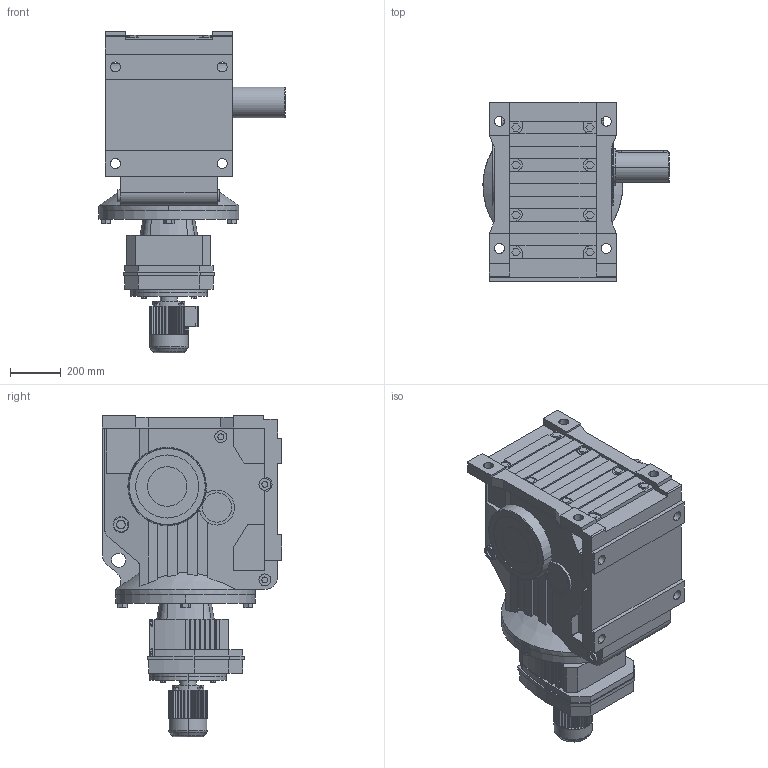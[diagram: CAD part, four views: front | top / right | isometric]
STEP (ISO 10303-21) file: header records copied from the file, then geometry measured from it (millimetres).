
FILE_DESCRIPTION(('Open CASCADE Model'),'2;1');
FILE_NAME('Open CASCADE Shape Model','2019-08-19T15:02:21',('Author'),( 'Open CASCADE'),'Open CASCADE STEP processor 6.3','Open CASCADE 6.3' ,'Unknown');
FILE_SCHEMA(('AUTOMOTIVE_DESIGN_CC2 { 1 2 10303 214 -1 1 5 4 }'));
Length unit declared in the file: millimetre
Products named in the file (5): 1_KC157RC97-YS80-A; K37‵157_157.step; 萇儂_300_YS80.step; R_157_97.step; す瑩妗陑粣K_157_K.step
Assembly tree (4 placements, depth 2):
  1_KC157RC97-YS80-A
    K37‵157_157.step
    萇儂_300_YS80.step
    R_157_97.step
    す瑩妗陑粣K_157_K.step
Bounding box: 732 x 705 x 1264 mm (x, y, z)
Volume: 220651827.6 mm3; surface area: 4725711.8 mm2
Topology: 4 solids, 4 shells, 1163 faces, 3124 edges, 2038 vertices
Faces by surface type: plane 802, cylinder 323, cone 30, torus 8
Entity records: 90413 total; most frequent: CARTESIAN_POINT 31444, DIRECTION 10005, ORIENTED_EDGE 6244, PCURVE 6244, DEFINITIONAL_REPRESENTATION 6244, LINE 5694, VECTOR 5694, EDGE_CURVE 3122
